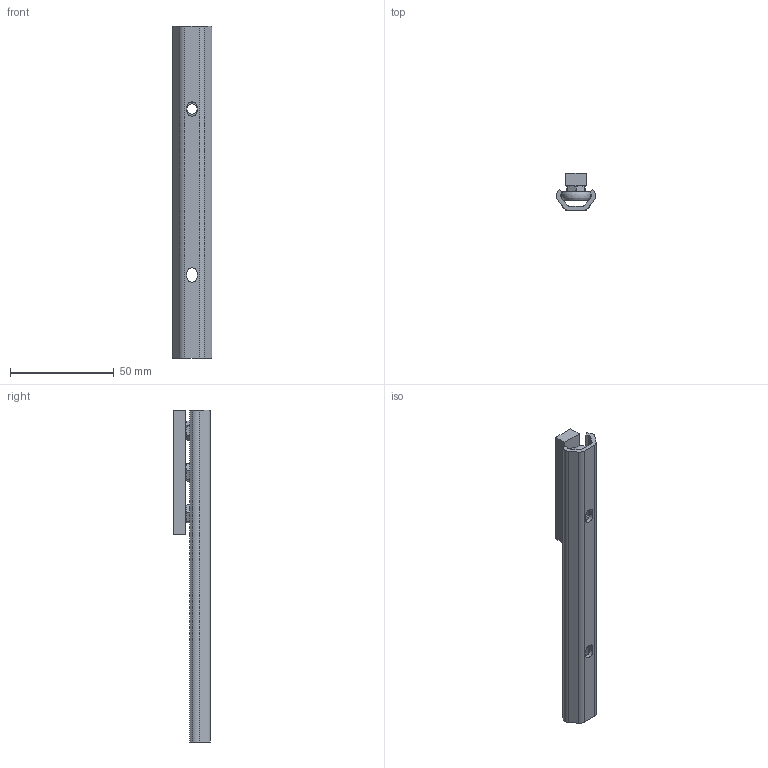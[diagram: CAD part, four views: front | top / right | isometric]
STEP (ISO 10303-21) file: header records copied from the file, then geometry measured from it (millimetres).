
FILE_DESCRIPTION (( 'STEP AP214' ), '1' );
FILE_NAME ('SXTE20-160_1_LXBE20-60-2RS-40_0-40_0-Rollco.step', '2020-06-24T13:17:16', ( '' ), ( '' ), 'SwSTEP 2.0', 'SolidWorks 2010', '' );
FILE_SCHEMA (( 'AUTOMOTIVE_DESIGN' ));
Length unit declared in the file: millimetre
Products named in the file (7): Rail-SXTE20-160-Rollco_Rail-SXTE20-160-Rollco; Slider-LXBE20-60-2RS-Rollco_Slider-LXBE20-60-2RS-Rollco; Wheel-RXBNX20-2RS-Rollco_Wheel-RXBNX20-2RS-Rollco; Wheel-RXBAX20-2RS-Rollco_Wheel-RXBAX20-2RS-Rollco; Screw-LXBE20-Rollco_Screw-LXBE20-Rollco; SXTE20-160_1_LXBE20-60-2RS-40_0-40_0-Rollco
Assembly tree (9 placements, depth 3):
  SXTE20-160_1_LXBE20-60-2RS-40_0-40_0-Rollco
    Rail-SXTE20-160-Rollco_Rail-SXTE20-160-Rollco
    Slider-LXBE20-60-2RS-Rollco_Slider-LXBE20-60-2RS-Rollco
      Screw-LXBE20-Rollco_Screw-LXBE20-Rollco  x3
      Wheel-RXBAX20-2RS-Rollco_Wheel-RXBAX20-2RS-Rollco
      Wheel-RXBNX20-2RS-Rollco_Wheel-RXBNX20-2RS-Rollco  x2
      Slider-LXBE20-60-2RS-Rollco_Slider-LXBE20-60-2RS-Rollco
Bounding box: 19.2 x 17.8 x 160 mm (x, y, z)
Volume: 14169.2 mm3; surface area: 15935.6 mm2
Topology: 8 solids, 11 shells, 284 faces, 622 edges, 387 vertices
Faces by surface type: plane 156, bspline 105, cylinder 23
Full cylindrical faces by diameter (mm): 4.5 x3, 5 x2, 6.5 x3, 7.5 x3
Entity records: 5879 total; most frequent: CARTESIAN_POINT 1886, DIRECTION 736, ORIENTED_EDGE 718, EDGE_CURVE 359, AXIS2_PLACEMENT_3D 290, EDGE_LOOP 272, VERTEX_POINT 255, FACE_OUTER_BOUND 227
